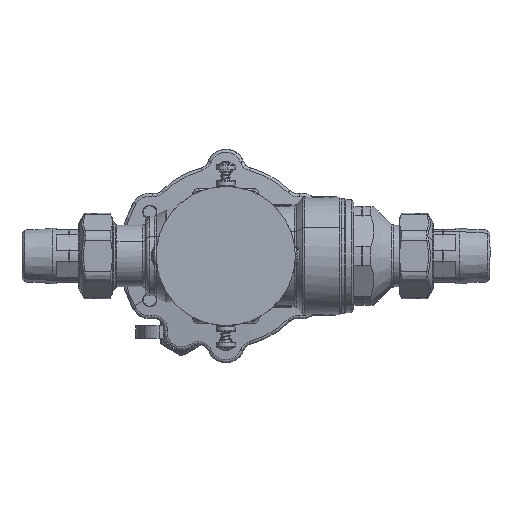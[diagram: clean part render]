
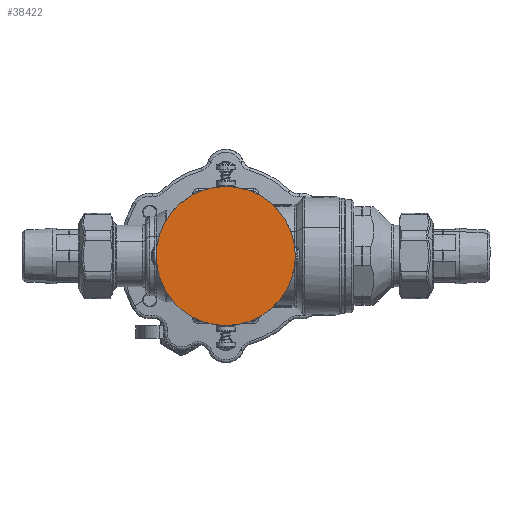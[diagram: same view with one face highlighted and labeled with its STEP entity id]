
A CAD part, front view. The second image highlights one B-rep face of the part: STEP entity #38422.
In plain terms, the highlighted planar face has unit normal (0, -1, 0).
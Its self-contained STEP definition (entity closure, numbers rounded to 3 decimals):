
#38399=CARTESIAN_POINT('Axis2P3D Location',(30.5,-159.314,0.)) ;
#38404=CARTESIAN_POINT('Axis2P3D Location',(0.,-159.314,0.)) ;
#38408=CARTESIAN_POINT('Vertex',(29.048,-159.314,-15.869)) ;
#38410=CARTESIAN_POINT('Vertex',(-29.048,-159.314,15.869)) ;
#38413=CARTESIAN_POINT('Axis2P3D Location',(0.,-159.314,0.)) ;
#38400=DIRECTION('Axis2P3D Direction',(0.,1.,0.)) ;
#38401=DIRECTION('Axis2P3D XDirection',(0.,0.,-1.)) ;
#38405=DIRECTION('Axis2P3D Direction',(0.,1.,0.)) ;
#38414=DIRECTION('Axis2P3D Direction',(0.,1.,0.)) ;
#38402=AXIS2_PLACEMENT_3D('Plane Axis2P3D',#38399,#38400,#38401) ;
#38406=AXIS2_PLACEMENT_3D('Circle Axis2P3D',#38404,#38405,$) ;
#38415=AXIS2_PLACEMENT_3D('Circle Axis2P3D',#38413,#38414,$) ;
#38407=CIRCLE('generated circle',#38406,33.1) ;
#38416=CIRCLE('generated circle',#38415,33.1) ;
#38403=PLANE('',#38402) ;
#38412=EDGE_CURVE('',#38409,#38411,#38407,.T.) ;
#38417=EDGE_CURVE('',#38411,#38409,#38416,.T.) ;
#38419=ORIENTED_EDGE('',*,*,#38412,.F.) ;
#38420=ORIENTED_EDGE('',*,*,#38417,.F.) ;
#38418=EDGE_LOOP('',(#38419,#38420)) ;
#38409=VERTEX_POINT('',#38408) ;
#38411=VERTEX_POINT('',#38410) ;
#38422=ADVANCED_FACE('PartBody',(#38421),#38403,.F.) ;
#38421=FACE_OUTER_BOUND('',#38418,.T.) ;
